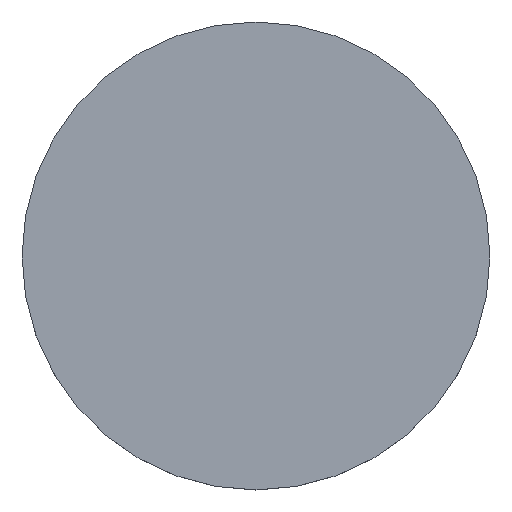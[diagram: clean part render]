
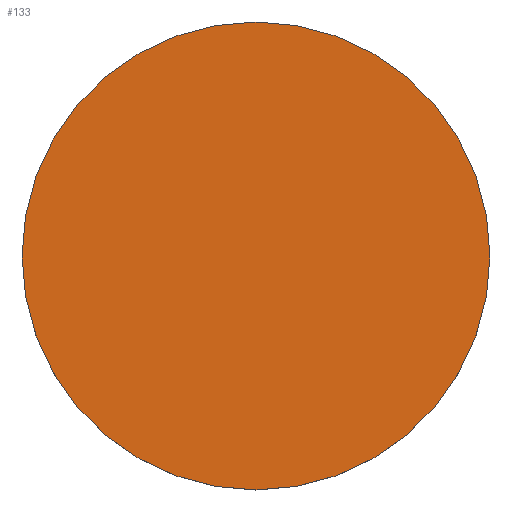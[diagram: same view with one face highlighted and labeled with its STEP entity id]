
A CAD part, top view. The second image highlights one B-rep face of the part: STEP entity #133.
In plain terms, the highlighted planar face has unit normal (0, 0, 1).
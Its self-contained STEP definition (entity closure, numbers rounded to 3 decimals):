
#20 = CARTESIAN_POINT ( 'NONE',  ( 0., 0., 2. ) ) ;
#28 = CARTESIAN_POINT ( 'NONE',  ( -25.4, 0., 2. ) ) ;
#30 = CARTESIAN_POINT ( 'NONE',  ( 25.4, 0., 2. ) ) ;
#45 = DIRECTION ( 'NONE',  ( 0., 0., 1. ) ) ;
#52 = EDGE_CURVE ( 'NONE', #92, #175, #160, .T. ) ;
#56 = DIRECTION ( 'NONE',  ( 0., 0., 1. ) ) ;
#67 = DIRECTION ( 'NONE',  ( 0., 0., 1. ) ) ;
#70 = PLANE ( 'NONE',  #139 ) ;
#72 = AXIS2_PLACEMENT_3D ( 'NONE', #128, #45, #132 ) ;
#76 = DIRECTION ( 'NONE',  ( 1., 0., 0. ) ) ;
#80 = EDGE_CURVE ( 'NONE', #175, #92, #163, .T. ) ;
#89 = FACE_OUTER_BOUND ( 'NONE', #108, .T. ) ;
#92 = VERTEX_POINT ( 'NONE', #28 ) ;
#108 = EDGE_LOOP ( 'NONE', ( #142, #122 ) ) ;
#122 = ORIENTED_EDGE ( 'NONE', *, *, #80, .T. ) ;
#128 = CARTESIAN_POINT ( 'NONE',  ( 0., 0., 2. ) ) ;
#132 = DIRECTION ( 'NONE',  ( 1., 0., 0. ) ) ;
#133 = ADVANCED_FACE ( 'NONE', ( #89 ), #70, .T. ) ;
#139 = AXIS2_PLACEMENT_3D ( 'NONE', #146, #67, #158 ) ;
#142 = ORIENTED_EDGE ( 'NONE', *, *, #52, .T. ) ;
#144 = AXIS2_PLACEMENT_3D ( 'NONE', #20, #56, #76 ) ;
#146 = CARTESIAN_POINT ( 'NONE',  ( 0., 0., 2. ) ) ;
#158 = DIRECTION ( 'NONE',  ( 1., 0., 0. ) ) ;
#160 = CIRCLE ( 'NONE', #144, 25.4 ) ;
#163 = CIRCLE ( 'NONE', #72, 25.4 ) ;
#175 = VERTEX_POINT ( 'NONE', #30 ) ;
